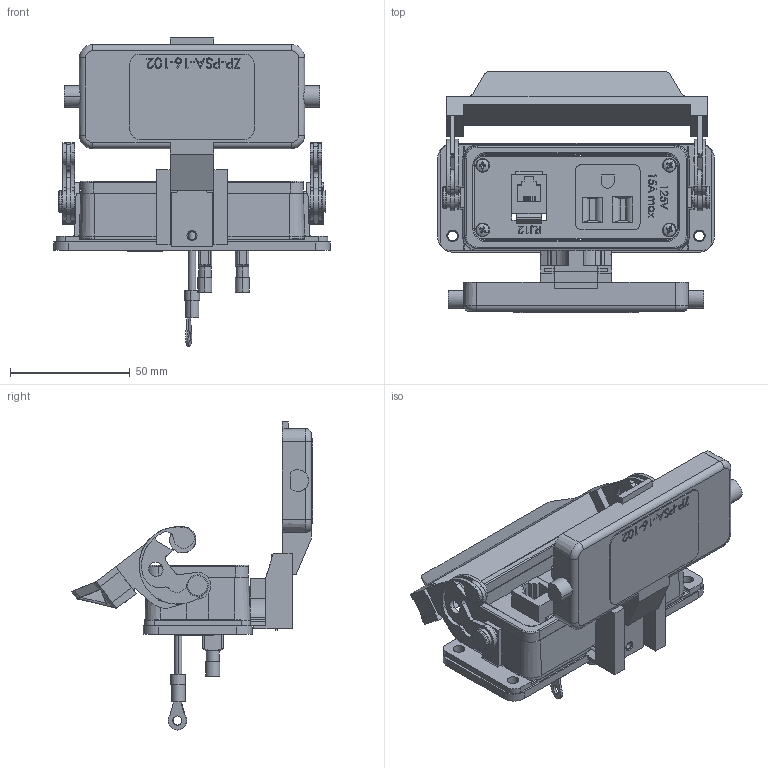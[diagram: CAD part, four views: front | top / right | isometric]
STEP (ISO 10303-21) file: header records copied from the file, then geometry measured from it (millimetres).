
FILE_DESCRIPTION (( 'STEP AP214' ), '1' );
FILE_NAME ('ZP-PSA-16-102.step', '2018-09-05T17:18:31', ( '' ), ( '' ), 'SwSTEP 2.0', 'SolidWorks 2017', '' );
FILE_SCHEMA (( 'AUTOMOTIVE_DESIGN' ));
Length unit declared in the file: inch
Products named in the file (1): ZP-PSA-16-102
Bounding box: 115.5 x 100.79 x 128.64 mm (x, y, z)
Volume: 101221.1 mm3; surface area: 67814.2 mm2
Topology: 1 solids, 11 shells, 1451 faces, 3866 edges, 2506 vertices
Faces by surface type: plane 902, cylinder 369, bspline 110, torus 40, cone 22, sphere 8
Entity records: 62153 total; most frequent: CARTESIAN_POINT 15203, ORIENTED_EDGE 7732, DIRECTION 7153, EDGE_CURVE 3866, LINE 2575, VECTOR 2575, VERTEX_POINT 2506, AXIS2_PLACEMENT_3D 2289
